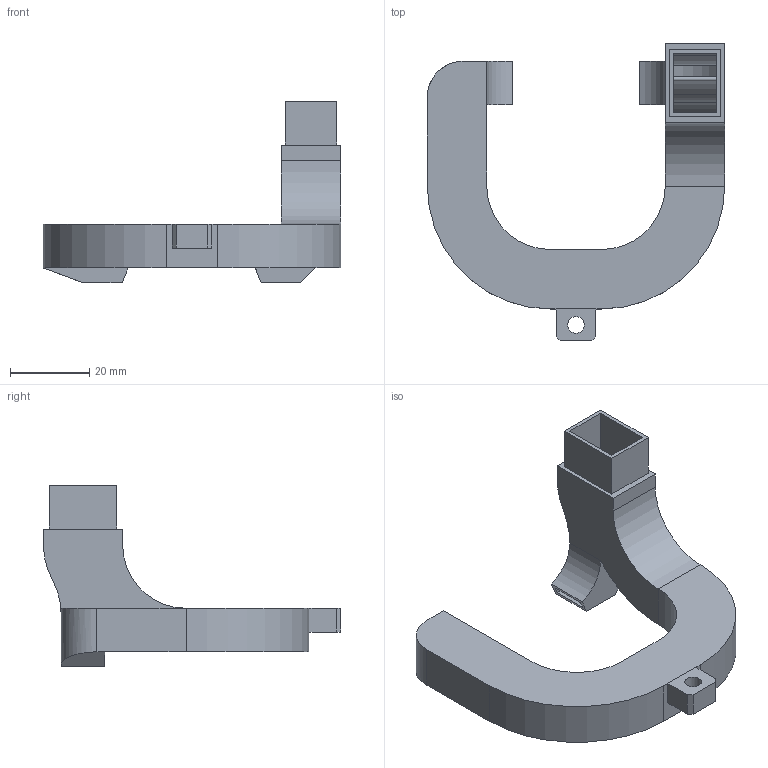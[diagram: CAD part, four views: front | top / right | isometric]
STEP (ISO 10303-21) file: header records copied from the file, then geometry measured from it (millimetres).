
FILE_DESCRIPTION(('FreeCAD Model'),'2;1');
FILE_NAME('Open CASCADE Shape Model','2024-06-18T22:11:28',(''),(''), 'Open CASCADE STEP processor 7.6','FreeCAD','Unknown');
FILE_SCHEMA(('AUTOMOTIVE_DESIGN { 1 0 10303 214 1 1 1 1 }'));
Length unit declared in the file: millimetre
Products named in the file (1): DualFanDuct_V8
Bounding box: 75 x 75 x 45.7 mm (x, y, z)
Volume: 11351.4 mm3; surface area: 21682.4 mm2
Topology: 1 solids, 1 shells, 153 faces, 430 edges, 277 vertices
Faces by surface type: plane 116, cylinder 37
Full cylindrical faces by diameter (mm): 4.2 x1
Entity records: 4986 total; most frequent: CARTESIAN_POINT 903, ORIENTED_EDGE 860, DIRECTION 852, EDGE_CURVE 430, LINE 312, VECTOR 312, VERTEX_POINT 277, AXIS2_PLACEMENT_3D 270
